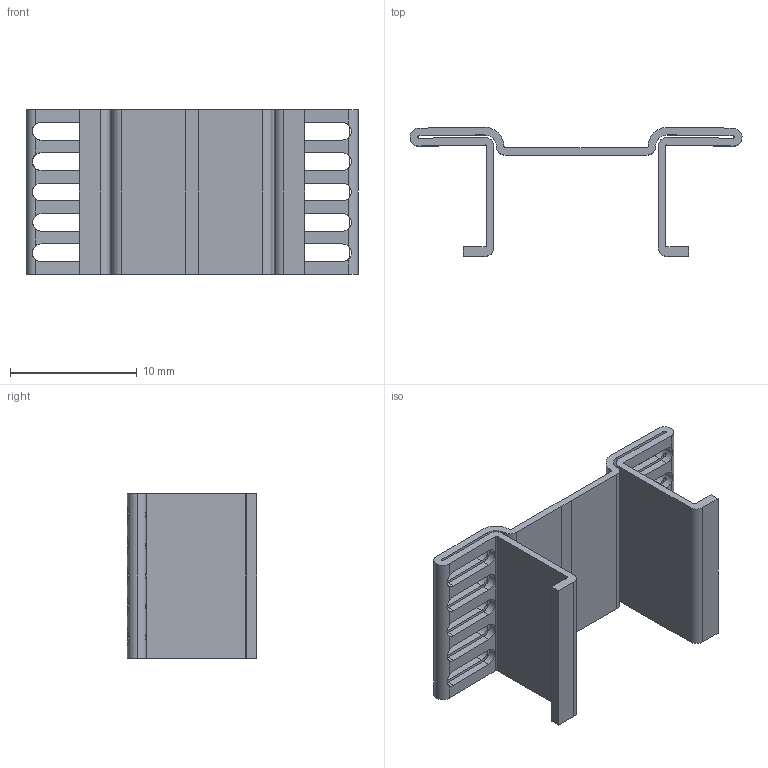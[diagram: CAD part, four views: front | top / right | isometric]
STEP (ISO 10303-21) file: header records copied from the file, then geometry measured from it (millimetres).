
FILE_DESCRIPTION (( 'STEP AP214' ), '1' );
FILE_NAME ('User Library-FK24413D2PAK.STEP', '2015-05-16T16:08:52', ( 'Windows User' ), ( '' ), 'SwSTEP 2.0', 'SolidWorks 2015', '' );
FILE_SCHEMA (( 'AUTOMOTIVE_DESIGN' ));
Length unit declared in the file: millimetre
Products named in the file (1): User Library-FK24413D2PAK
Bounding box: 26.22 x 10.2 x 13 mm (x, y, z)
Volume: 398.2 mm3; surface area: 1555.1 mm2
Topology: 1 solids, 1 shells, 183 faces, 668 edges, 442 vertices
Faces by surface type: plane 99, cylinder 84
Entity records: 7607 total; most frequent: CARTESIAN_POINT 2347, ORIENTED_EDGE 1336, DIRECTION 878, EDGE_CURVE 668, VERTEX_POINT 442, LINE 354, VECTOR 354, AXIS2_PLACEMENT_3D 262
